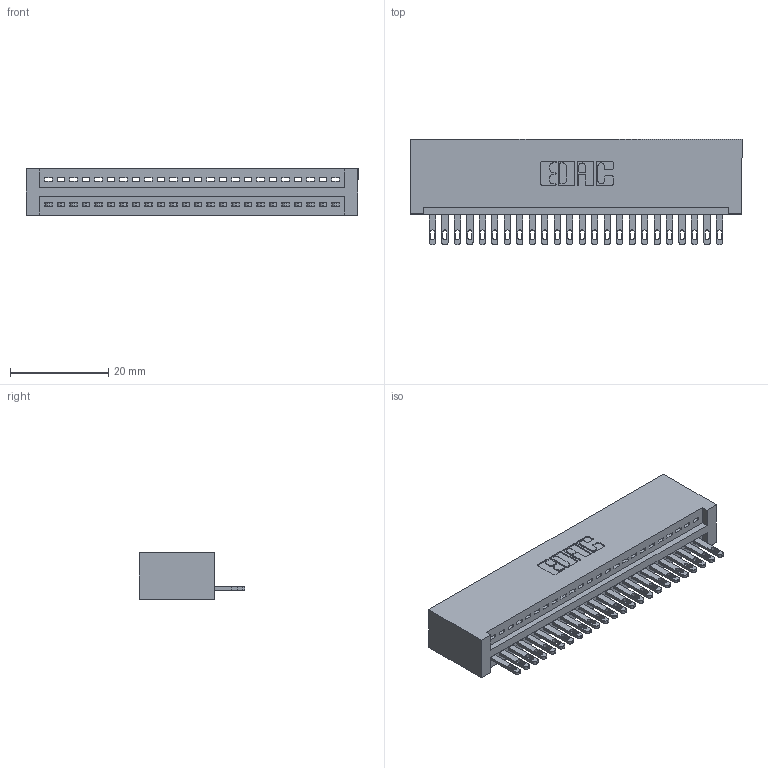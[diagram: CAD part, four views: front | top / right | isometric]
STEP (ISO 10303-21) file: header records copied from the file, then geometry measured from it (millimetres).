
FILE_DESCRIPTION (( 'STEP AP203' ), '1' );
FILE_NAME ('345-024-500-101.STEP', '2019-10-05T03:24:07', ( '' ), ( '' ), 'SwSTEP 2.0', 'SolidWorks 2016', '' );
FILE_SCHEMA (( 'CONFIG_CONTROL_DESIGN' ));
Length unit declared in the file: inch
Products named in the file (3): 345-292-001_345-293-100; 345 Part_No Mounting Lugs; 345-024-500-101
Assembly tree (25 placements, depth 2):
  345-024-500-101
    345 Part_No Mounting Lugs
    345-292-001_345-293-100  x24
Bounding box: 67.56 x 21.51 x 9.4 mm (x, y, z)
Volume: 6869.1 mm3; surface area: 9127.8 mm2
Topology: 25 solids, 25 shells, 1414 faces, 4349 edges, 2898 vertices
Faces by surface type: plane 892, cylinder 522
Entity records: 20139 total; most frequent: CARTESIAN_POINT 3496, ORIENTED_EDGE 3454, DIRECTION 3075, EDGE_CURVE 1727, VECTOR 1503, LINE 1503, VERTEX_POINT 1150, AXIS2_PLACEMENT_3D 786
